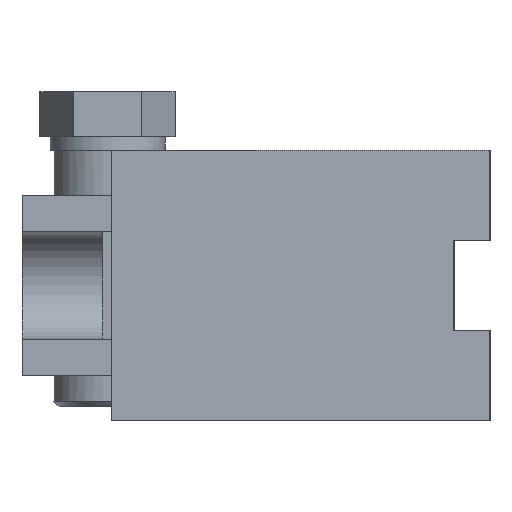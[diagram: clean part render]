
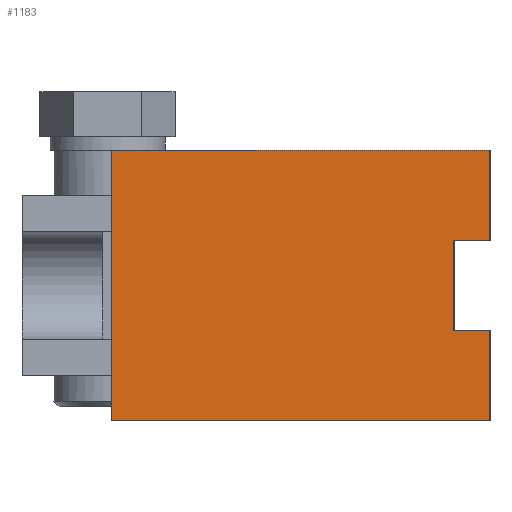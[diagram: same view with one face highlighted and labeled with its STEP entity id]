
A CAD part, left-side view. The second image highlights one B-rep face of the part: STEP entity #1183.
In plain terms, the highlighted planar face has unit normal (-1, 0, 0).
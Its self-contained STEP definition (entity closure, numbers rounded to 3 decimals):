
#184=ORIENTED_EDGE('',*,*,#495,.T.);
#185=ORIENTED_EDGE('',*,*,#502,.F.);
#186=ORIENTED_EDGE('',*,*,#503,.F.);
#187=ORIENTED_EDGE('',*,*,#458,.T.);
#188=ORIENTED_EDGE('',*,*,#504,.T.);
#189=ORIENTED_EDGE('',*,*,#505,.F.);
#190=ORIENTED_EDGE('',*,*,#499,.T.);
#191=ORIENTED_EDGE('',*,*,#501,.T.);
#458=EDGE_CURVE('',#625,#624,#729,.T.);
#495=EDGE_CURVE('',#651,#653,#757,.T.);
#499=EDGE_CURVE('',#654,#657,#761,.T.);
#501=EDGE_CURVE('',#657,#651,#762,.T.);
#502=EDGE_CURVE('',#658,#653,#763,.T.);
#503=EDGE_CURVE('',#625,#658,#764,.T.);
#504=EDGE_CURVE('',#624,#659,#765,.T.);
#505=EDGE_CURVE('',#654,#659,#766,.T.);
#624=VERTEX_POINT('',#1776);
#625=VERTEX_POINT('',#1778);
#651=VERTEX_POINT('',#1860);
#653=VERTEX_POINT('',#1864);
#654=VERTEX_POINT('',#1868);
#657=VERTEX_POINT('',#1873);
#658=VERTEX_POINT('',#1880);
#659=VERTEX_POINT('',#1883);
#729=LINE('',#1777,#849);
#757=LINE('',#1865,#877);
#761=LINE('',#1874,#881);
#762=LINE('',#1877,#882);
#763=LINE('',#1879,#883);
#764=LINE('',#1881,#884);
#765=LINE('',#1882,#885);
#766=LINE('',#1884,#886);
#849=VECTOR('',#1399,1000.);
#877=VECTOR('',#1467,1000.);
#881=VECTOR('',#1473,1000.);
#882=VECTOR('',#1478,1000.);
#883=VECTOR('',#1481,1000.);
#884=VECTOR('',#1482,1000.);
#885=VECTOR('',#1483,1000.);
#886=VECTOR('',#1484,1000.);
#965=EDGE_LOOP('',(#184,#185,#186,#187,#188,#189,#190,#191));
#1056=FACE_BOUND('',#965,.T.);
#1135=PLANE('',#1275);
#1183=ADVANCED_FACE('',(#1056),#1135,.F.);
#1275=AXIS2_PLACEMENT_3D('',#1878,#1479,#1480);
#1399=DIRECTION('',(0.,0.,-1.));
#1467=DIRECTION('',(0.,-1.,0.));
#1473=DIRECTION('',(0.,1.,0.));
#1478=DIRECTION('',(0.,0.,1.));
#1479=DIRECTION('',(1.,0.,0.));
#1480=DIRECTION('',(0.,0.,-1.));
#1481=DIRECTION('',(0.,0.,-1.));
#1482=DIRECTION('',(0.,-1.,0.));
#1483=DIRECTION('',(0.,-1.,0.));
#1484=DIRECTION('',(0.,0.,-1.));
#1776=CARTESIAN_POINT('',(-40.,23.,-15.));
#1777=CARTESIAN_POINT('',(-40.,23.,15.));
#1778=CARTESIAN_POINT('',(-40.,23.,15.));
#1860=CARTESIAN_POINT('',(-40.,-15.,5.));
#1864=CARTESIAN_POINT('',(-40.,-19.,5.));
#1865=CARTESIAN_POINT('',(-40.,-15.,5.));
#1868=CARTESIAN_POINT('',(-40.,-19.,-5.));
#1873=CARTESIAN_POINT('',(-40.,-15.,-5.));
#1874=CARTESIAN_POINT('',(-40.,-20.,-5.));
#1877=CARTESIAN_POINT('',(-40.,-15.,-5.));
#1878=CARTESIAN_POINT('',(-40.,23.,15.));
#1879=CARTESIAN_POINT('',(-40.,-19.,15.));
#1880=CARTESIAN_POINT('',(-40.,-19.,15.));
#1881=CARTESIAN_POINT('',(-40.,23.,15.));
#1882=CARTESIAN_POINT('',(-40.,23.,-15.));
#1883=CARTESIAN_POINT('',(-40.,-19.,-15.));
#1884=CARTESIAN_POINT('',(-40.,-19.,15.));
